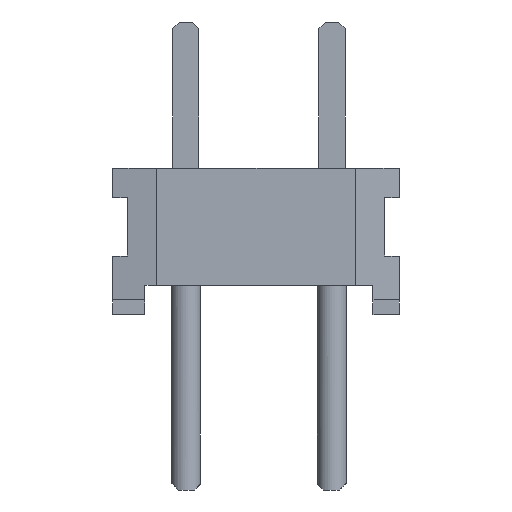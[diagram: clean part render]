
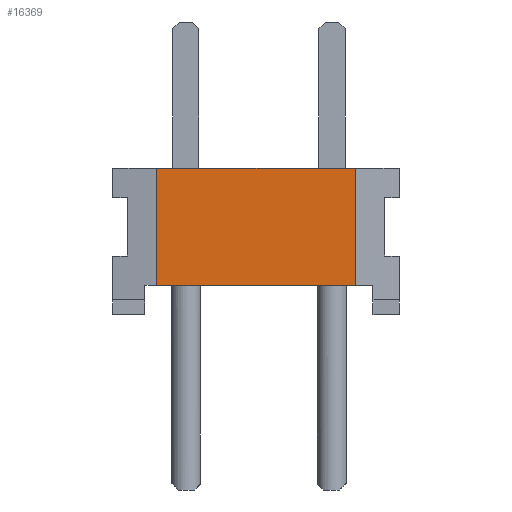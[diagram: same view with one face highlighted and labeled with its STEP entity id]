
A CAD part, left-side view. The second image highlights one B-rep face of the part: STEP entity #16369.
In plain terms, the highlighted planar face has unit normal (-1, 0, 0).
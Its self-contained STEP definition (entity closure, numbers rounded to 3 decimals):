
#16369 = ADVANCED_FACE('',(#16370),#16404,.F.);
#16370 = FACE_BOUND('',#16371,.T.);
#16371 = EDGE_LOOP('',(#16372,#16382,#16390,#16398));
#16372 = ORIENTED_EDGE('',*,*,#16373,.F.);
#16373 = EDGE_CURVE('',#16374,#16376,#16378,.T.);
#16374 = VERTEX_POINT('',#16375);
#16375 = CARTESIAN_POINT('',(-18.415,1.778,2.54));
#16376 = VERTEX_POINT('',#16377);
#16377 = CARTESIAN_POINT('',(-18.415,-1.676,2.54));
#16378 = LINE('',#16379,#16380);
#16379 = CARTESIAN_POINT('',(-18.415,2.54,2.54));
#16380 = VECTOR('',#16381,1.);
#16381 = DIRECTION('',(0.,-1.,0.));
#16382 = ORIENTED_EDGE('',*,*,#16383,.T.);
#16383 = EDGE_CURVE('',#16374,#16384,#16386,.T.);
#16384 = VERTEX_POINT('',#16385);
#16385 = CARTESIAN_POINT('',(-18.415,1.778,0.508));
#16386 = LINE('',#16387,#16388);
#16387 = CARTESIAN_POINT('',(-18.415,1.778,2.54));
#16388 = VECTOR('',#16389,1.);
#16389 = DIRECTION('',(0.,0.,-1.));
#16390 = ORIENTED_EDGE('',*,*,#16391,.T.);
#16391 = EDGE_CURVE('',#16384,#16392,#16394,.T.);
#16392 = VERTEX_POINT('',#16393);
#16393 = CARTESIAN_POINT('',(-18.415,-1.676,0.508));
#16394 = LINE('',#16395,#16396);
#16395 = CARTESIAN_POINT('',(-18.415,1.981,0.508));
#16396 = VECTOR('',#16397,1.);
#16397 = DIRECTION('',(0.,-1.,0.));
#16398 = ORIENTED_EDGE('',*,*,#16399,.T.);
#16399 = EDGE_CURVE('',#16392,#16376,#16400,.T.);
#16400 = LINE('',#16401,#16402);
#16401 = CARTESIAN_POINT('',(-18.415,-1.676,2.54));
#16402 = VECTOR('',#16403,1.);
#16403 = DIRECTION('',(0.,0.,1.));
#16404 = PLANE('',#16405);
#16405 = AXIS2_PLACEMENT_3D('',#16406,#16407,#16408);
#16406 = CARTESIAN_POINT('',(-18.415,2.54,2.54));
#16407 = DIRECTION('',(1.,0.,0.));
#16408 = DIRECTION('',(0.,1.,0.));
